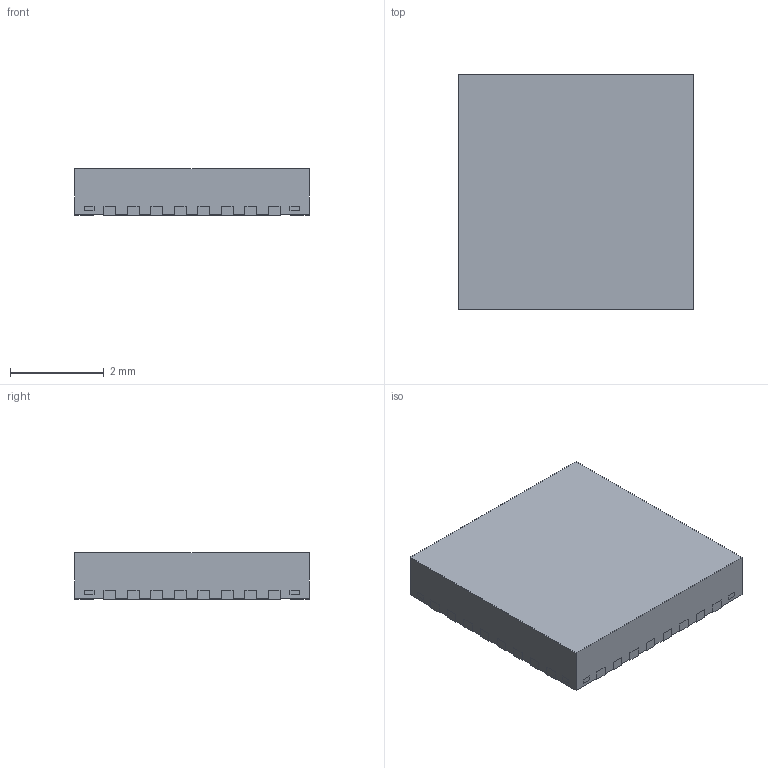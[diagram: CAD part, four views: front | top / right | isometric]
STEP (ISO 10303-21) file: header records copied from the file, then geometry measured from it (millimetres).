
FILE_DESCRIPTION(('FreeCAD Model'),'2;1');
FILE_NAME('Open CASCADE Shape Model','2025-02-14T20:04:01',(''),(''), 'Open CASCADE STEP processor 7.8','FreeCAD','Unknown');
FILE_SCHEMA(('AUTOMOTIVE_DESIGN { 1 0 10303 214 1 1 1 1 }'));
Length unit declared in the file: millimetre
Products named in the file (40): RHB0032E_ASM; BODY-QFN; FRAME-RHB0032E; SOLID; SOLID001; SOLID002; SOLID003; SOLID004; SOLID005; SOLID006; SOLID007; SOLID008; SOLID009; SOLID010; SOLID011; SOLID012; SOLID013; SOLID014; SOLID015; SOLID016; SOLID017; SOLID018; SOLID019; SOLID020; SOLID021; SOLID022; SOLID023; SOLID024; SOLID025; SOLID026; SOLID027; SOLID028; SOLID029; SOLID030; SOLID031; SOLID032; SOLID033; SOLID034; SOLID035; SOLID036
Assembly tree (39 placements, depth 3):
  RHB0032E_ASM
    BODY-QFN
    FRAME-RHB0032E
      SOLID
      SOLID001
      SOLID002
      SOLID003
      SOLID004
      SOLID005
      SOLID006
      SOLID007
      SOLID008
      SOLID009
      SOLID010
      SOLID011
      SOLID012
      SOLID013
      SOLID014
      SOLID015
      SOLID016
      SOLID017
      SOLID018
      SOLID019
      SOLID020
      SOLID021
      SOLID022
      SOLID023
      SOLID024
      SOLID025
      SOLID026
      SOLID027
      SOLID028
      SOLID029
      SOLID030
      SOLID031
      SOLID032
      SOLID033
      SOLID034
      SOLID035
      SOLID036
Bounding box: 5 x 5 x 1 mm (x, y, z)
Volume: 24.7 mm3; surface area: 124.9 mm2
Topology: 38 solids, 38 shells, 405 faces, 978 edges, 652 vertices
Faces by surface type: plane 341, cylinder 64
Entity records: 13849 total; most frequent: CARTESIAN_POINT 2075, DIRECTION 1996, ORIENTED_EDGE 1956, EDGE_CURVE 978, LINE 850, VECTOR 850, VERTEX_POINT 652, AXIS2_PLACEMENT_3D 573
